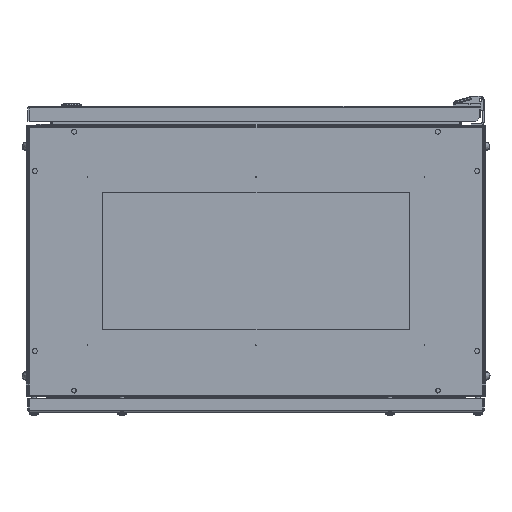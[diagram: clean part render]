
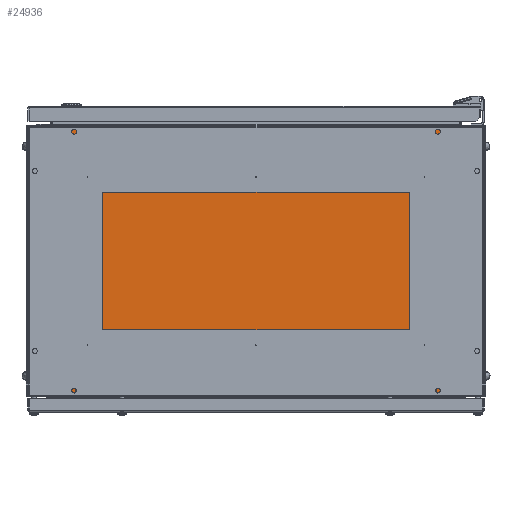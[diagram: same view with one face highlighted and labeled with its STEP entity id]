
A CAD part, front view. The second image highlights one B-rep face of the part: STEP entity #24936.
In plain terms, the highlighted face is planar.
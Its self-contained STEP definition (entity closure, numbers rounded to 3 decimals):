
#624 = CARTESIAN_POINT ( 'NONE',  ( -1.5, -581.6, -27.6 ) ) ;
#1398 = EDGE_CURVE ( 'NONE', #29755, #38167, #10863, .T. ) ;
#1515 = VERTEX_POINT ( 'NONE', #16308 ) ;
#3016 = DIRECTION ( 'NONE',  ( 0., 0., 1. ) ) ;
#3771 = DIRECTION ( 'NONE',  ( 1., 0., 0. ) ) ;
#3908 = DIRECTION ( 'NONE',  ( 0., 0., 1. ) ) ;
#4252 = EDGE_LOOP ( 'NONE', ( #48535, #43596, #47968, #35703 ) ) ;
#4267 = EDGE_CURVE ( 'NONE', #38545, #10243, #28399, .T. ) ;
#4382 = CARTESIAN_POINT ( 'NONE',  ( -1.5, -581.6, -327.6 ) ) ;
#4425 = DIRECTION ( 'NONE',  ( 1., 0., 0. ) ) ;
#4797 = CIRCLE ( 'NONE', #8859, 7. ) ;
#4835 = EDGE_CURVE ( 'NONE', #38167, #29755, #48164, .T. ) ;
#4889 = EDGE_CURVE ( 'NONE', #34286, #5423, #46536, .T. ) ;
#5210 = CARTESIAN_POINT ( 'NONE',  ( -1.5, -594., -2.5 ) ) ;
#5423 = VERTEX_POINT ( 'NONE', #12454 ) ;
#6416 = AXIS2_PLACEMENT_3D ( 'NONE', #16626, #35650, #7328 ) ;
#7325 = FACE_OUTER_BOUND ( 'NONE', #4252, .T. ) ;
#7328 = DIRECTION ( 'NONE',  ( 0., 0., 1. ) ) ;
#8859 = AXIS2_PLACEMENT_3D ( 'NONE', #14691, #30385, #3016 ) ;
#9001 = DIRECTION ( 'NONE',  ( 0., 0., 1. ) ) ;
#9273 = CARTESIAN_POINT ( 'NONE',  ( -1.5, -594., -352.7 ) ) ;
#10243 = VERTEX_POINT ( 'NONE', #36329 ) ;
#10863 = CIRCLE ( 'NONE', #45631, 7. ) ;
#11150 = EDGE_LOOP ( 'NONE', ( #16114, #21724 ) ) ;
#11254 = AXIS2_PLACEMENT_3D ( 'NONE', #22794, #3771, #46074 ) ;
#11353 = CARTESIAN_POINT ( 'NONE',  ( -1.5, -14.9, -27.6 ) ) ;
#11519 = CARTESIAN_POINT ( 'NONE',  ( -1.5, -2.5, -352.7 ) ) ;
#12098 = LINE ( 'NONE', #31843, #25583 ) ;
#12099 = EDGE_CURVE ( 'NONE', #26821, #38545, #41510, .T. ) ;
#12454 = CARTESIAN_POINT ( 'NONE',  ( -1.5, -14.9, -34.6 ) ) ;
#13091 = CARTESIAN_POINT ( 'NONE',  ( -1.5, -14.9, -320.6 ) ) ;
#13471 = CIRCLE ( 'NONE', #35314, 7. ) ;
#13513 = EDGE_LOOP ( 'NONE', ( #45548, #44068 ) ) ;
#13576 = LINE ( 'NONE', #5210, #30636 ) ;
#14691 = CARTESIAN_POINT ( 'NONE',  ( -1.5, -14.9, -327.6 ) ) ;
#14971 = VECTOR ( 'NONE', #26078, 1000. ) ;
#15263 = VERTEX_POINT ( 'NONE', #33115 ) ;
#15449 = PLANE ( 'NONE',  #11254 ) ;
#16114 = ORIENTED_EDGE ( 'NONE', *, *, #39598, .T. ) ;
#16308 = CARTESIAN_POINT ( 'NONE',  ( -1.5, -14.9, -334.6 ) ) ;
#16626 = CARTESIAN_POINT ( 'NONE',  ( -1.5, -14.9, -327.6 ) ) ;
#16755 = VECTOR ( 'NONE', #24575, 1000. ) ;
#18545 = DIRECTION ( 'NONE',  ( 1., 0., 0. ) ) ;
#18768 = EDGE_CURVE ( 'NONE', #33862, #15263, #32532, .T. ) ;
#20465 = DIRECTION ( 'NONE',  ( 0., 1., 0. ) ) ;
#20947 = DIRECTION ( 'NONE',  ( 0., 0., -1. ) ) ;
#21724 = ORIENTED_EDGE ( 'NONE', *, *, #4889, .T. ) ;
#22237 = DIRECTION ( 'NONE',  ( 1., 0., 0. ) ) ;
#22528 = EDGE_CURVE ( 'NONE', #10243, #39295, #13576, .T. ) ;
#22794 = CARTESIAN_POINT ( 'NONE',  ( -1.5, -596.5, 0. ) ) ;
#22960 = EDGE_CURVE ( 'NONE', #15263, #33862, #45981, .T. ) ;
#23173 = DIRECTION ( 'NONE',  ( 1., 0., 0. ) ) ;
#23305 = FACE_BOUND ( 'NONE', #32711, .T. ) ;
#23555 = FACE_BOUND ( 'NONE', #11150, .T. ) ;
#24575 = DIRECTION ( 'NONE',  ( 0., -1., 0. ) ) ;
#24936 = ADVANCED_FACE ( 'NONE', ( #42029, #23305, #38753, #23555, #7325 ), #15449, .F. ) ;
#25583 = VECTOR ( 'NONE', #20465, 1000. ) ;
#25636 = DIRECTION ( 'NONE',  ( 0., 0., -1. ) ) ;
#26032 = DIRECTION ( 'NONE',  ( 0., 0., -1. ) ) ;
#26078 = DIRECTION ( 'NONE',  ( 0., 0., 1. ) ) ;
#26171 = DIRECTION ( 'NONE',  ( 1., 0., 0. ) ) ;
#26344 = CARTESIAN_POINT ( 'NONE',  ( -1.5, -14.9, -20.6 ) ) ;
#26821 = VERTEX_POINT ( 'NONE', #11519 ) ;
#27015 = EDGE_LOOP ( 'NONE', ( #33950, #36319 ) ) ;
#27651 = EDGE_CURVE ( 'NONE', #1515, #28087, #4797, .T. ) ;
#27848 = EDGE_CURVE ( 'NONE', #28087, #1515, #38030, .T. ) ;
#28087 = VERTEX_POINT ( 'NONE', #13091 ) ;
#28399 = LINE ( 'NONE', #43825, #16755 ) ;
#29755 = VERTEX_POINT ( 'NONE', #40662 ) ;
#29893 = CARTESIAN_POINT ( 'NONE',  ( -1.5, -2.5, -352.7 ) ) ;
#29990 = DIRECTION ( 'NONE',  ( 0., 0., -1. ) ) ;
#30385 = DIRECTION ( 'NONE',  ( 1., 0., 0. ) ) ;
#30636 = VECTOR ( 'NONE', #20947, 1000. ) ;
#31843 = CARTESIAN_POINT ( 'NONE',  ( -1.5, -596.5, -352.7 ) ) ;
#32532 = CIRCLE ( 'NONE', #38981, 7. ) ;
#32711 = EDGE_LOOP ( 'NONE', ( #43025, #41976 ) ) ;
#33115 = CARTESIAN_POINT ( 'NONE',  ( -1.5, -581.6, -34.6 ) ) ;
#33862 = VERTEX_POINT ( 'NONE', #38596 ) ;
#33950 = ORIENTED_EDGE ( 'NONE', *, *, #22960, .T. ) ;
#34286 = VERTEX_POINT ( 'NONE', #26344 ) ;
#34841 = CARTESIAN_POINT ( 'NONE',  ( -1.5, -581.6, -27.6 ) ) ;
#35314 = AXIS2_PLACEMENT_3D ( 'NONE', #11353, #22237, #26032 ) ;
#35650 = DIRECTION ( 'NONE',  ( 1., 0., 0. ) ) ;
#35703 = ORIENTED_EDGE ( 'NONE', *, *, #4267, .F. ) ;
#36319 = ORIENTED_EDGE ( 'NONE', *, *, #18768, .T. ) ;
#36329 = CARTESIAN_POINT ( 'NONE',  ( -1.5, -594., -2.5 ) ) ;
#36736 = CARTESIAN_POINT ( 'NONE',  ( -1.5, -581.6, -334.6 ) ) ;
#36886 = AXIS2_PLACEMENT_3D ( 'NONE', #44866, #18545, #25636 ) ;
#38030 = CIRCLE ( 'NONE', #6416, 7. ) ;
#38119 = DIRECTION ( 'NONE',  ( 0., 0., -1. ) ) ;
#38167 = VERTEX_POINT ( 'NONE', #36736 ) ;
#38545 = VERTEX_POINT ( 'NONE', #41371 ) ;
#38596 = CARTESIAN_POINT ( 'NONE',  ( -1.5, -581.6, -20.6 ) ) ;
#38753 = FACE_BOUND ( 'NONE', #13513, .T. ) ;
#38981 = AXIS2_PLACEMENT_3D ( 'NONE', #624, #4425, #9001 ) ;
#39295 = VERTEX_POINT ( 'NONE', #9273 ) ;
#39598 = EDGE_CURVE ( 'NONE', #5423, #34286, #13471, .T. ) ;
#39727 = EDGE_CURVE ( 'NONE', #39295, #26821, #12098, .T. ) ;
#40662 = CARTESIAN_POINT ( 'NONE',  ( -1.5, -581.6, -320.6 ) ) ;
#41371 = CARTESIAN_POINT ( 'NONE',  ( -1.5, -2.5, -2.5 ) ) ;
#41510 = LINE ( 'NONE', #29893, #14971 ) ;
#41976 = ORIENTED_EDGE ( 'NONE', *, *, #1398, .T. ) ;
#42029 = FACE_BOUND ( 'NONE', #27015, .T. ) ;
#43025 = ORIENTED_EDGE ( 'NONE', *, *, #4835, .T. ) ;
#43141 = DIRECTION ( 'NONE',  ( 1., 0., 0. ) ) ;
#43335 = AXIS2_PLACEMENT_3D ( 'NONE', #45183, #26171, #29990 ) ;
#43590 = AXIS2_PLACEMENT_3D ( 'NONE', #34841, #23173, #3908 ) ;
#43596 = ORIENTED_EDGE ( 'NONE', *, *, #39727, .F. ) ;
#43825 = CARTESIAN_POINT ( 'NONE',  ( -1.5, 0., -2.5 ) ) ;
#44068 = ORIENTED_EDGE ( 'NONE', *, *, #27848, .T. ) ;
#44866 = CARTESIAN_POINT ( 'NONE',  ( -1.5, -14.9, -27.6 ) ) ;
#45183 = CARTESIAN_POINT ( 'NONE',  ( -1.5, -581.6, -327.6 ) ) ;
#45548 = ORIENTED_EDGE ( 'NONE', *, *, #27651, .T. ) ;
#45631 = AXIS2_PLACEMENT_3D ( 'NONE', #4382, #43141, #38119 ) ;
#45981 = CIRCLE ( 'NONE', #43590, 7. ) ;
#46074 = DIRECTION ( 'NONE',  ( 0., 0., -1. ) ) ;
#46536 = CIRCLE ( 'NONE', #36886, 7. ) ;
#47968 = ORIENTED_EDGE ( 'NONE', *, *, #22528, .F. ) ;
#48164 = CIRCLE ( 'NONE', #43335, 7. ) ;
#48535 = ORIENTED_EDGE ( 'NONE', *, *, #12099, .F. ) ;
